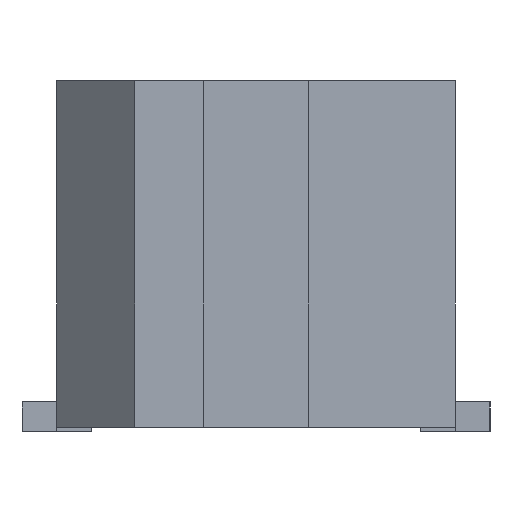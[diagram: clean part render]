
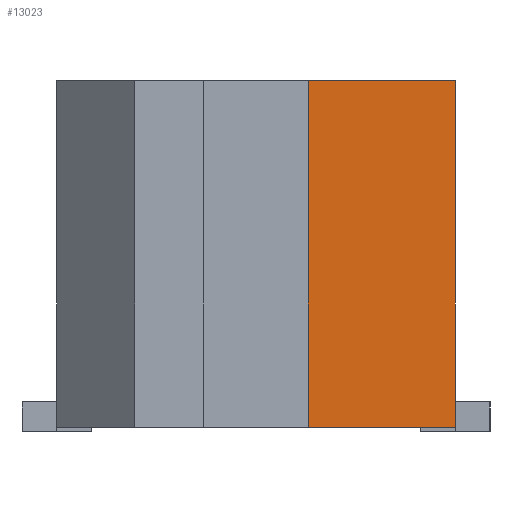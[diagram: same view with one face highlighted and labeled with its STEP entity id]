
A CAD part, left-side view. The second image highlights one B-rep face of the part: STEP entity #13023.
In plain terms, the highlighted planar face has unit normal (-1, 0, 0).
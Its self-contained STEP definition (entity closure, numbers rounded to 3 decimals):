
#2588=ORIENTED_EDGE('',*,*,#4006,.F.);
#2589=ORIENTED_EDGE('',*,*,#4042,.F.);
#2590=ORIENTED_EDGE('',*,*,#4090,.T.);
#2591=ORIENTED_EDGE('',*,*,#4091,.T.);
#4006=EDGE_CURVE('',#4982,#4983,#6287,.T.);
#4042=EDGE_CURVE('',#4998,#4982,#6323,.T.);
#4090=EDGE_CURVE('',#4998,#5027,#6371,.T.);
#4091=EDGE_CURVE('',#5027,#4983,#6372,.T.);
#4982=VERTEX_POINT('',#18361);
#4983=VERTEX_POINT('',#18363);
#4998=VERTEX_POINT('',#18415);
#5027=VERTEX_POINT('',#18510);
#6287=LINE('',#18362,#7664);
#6323=LINE('',#18416,#7700);
#6371=LINE('',#18509,#7748);
#6372=LINE('',#18511,#7749);
#7664=VECTOR('',#15618,1000.);
#7700=VECTOR('',#15658,1000.);
#7748=VECTOR('',#15740,1000.);
#7749=VECTOR('',#15741,1000.);
#8248=EDGE_LOOP('',(#2588,#2589,#2590,#2591));
#8727=FACE_BOUND('',#8248,.T.);
#9205=PLANE('',#13505);
#13023=ADVANCED_FACE('',(#8727),#9205,.T.);
#13505=AXIS2_PLACEMENT_3D('',#18508,#15738,#15739);
#15618=DIRECTION('',(0.,1.,0.));
#15658=DIRECTION('',(0.,0.,-1.));
#15738=DIRECTION('',(-1.,0.,0.));
#15739=DIRECTION('',(0.,0.,1.));
#15740=DIRECTION('',(0.,1.,0.));
#15741=DIRECTION('',(0.,0.,-1.));
#18361=CARTESIAN_POINT('',(-15.473,2.044,0.));
#18362=CARTESIAN_POINT('',(-15.473,2.044,0.));
#18363=CARTESIAN_POINT('',(-15.473,3.744,0.));
#18415=CARTESIAN_POINT('',(-15.473,2.044,4.));
#18416=CARTESIAN_POINT('',(-15.473,2.044,3.));
#18508=CARTESIAN_POINT('',(-15.473,2.044,3.));
#18509=CARTESIAN_POINT('',(-15.473,2.044,4.));
#18510=CARTESIAN_POINT('',(-15.473,3.744,4.));
#18511=CARTESIAN_POINT('',(-15.473,3.744,3.));
